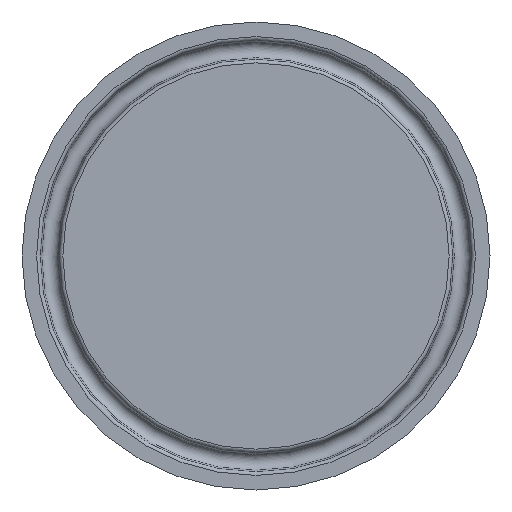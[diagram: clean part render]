
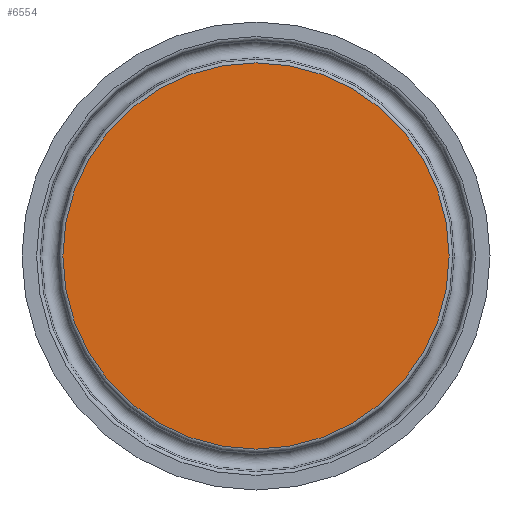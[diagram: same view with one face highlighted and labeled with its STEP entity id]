
A CAD part, left-side view. The second image highlights one B-rep face of the part: STEP entity #6554.
In plain terms, the highlighted planar face has unit normal (-1, 0, 0).
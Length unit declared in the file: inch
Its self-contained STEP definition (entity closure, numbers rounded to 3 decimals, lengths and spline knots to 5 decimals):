
#27=CIRCLE('',#6746,1.03834);
#600=FACE_OUTER_BOUND('',#994,.T.);
#994=EDGE_LOOP('',(#5994));
#3160=VERTEX_POINT('',#12442);
#4107=EDGE_CURVE('',#3160,#3160,#27,.T.);
#5994=ORIENTED_EDGE('',*,*,#4107,.F.);
#6179=PLANE('',#6745);
#6554=ADVANCED_FACE('',(#600),#6179,.T.);
#6745=AXIS2_PLACEMENT_3D('',#12441,#7710,#7711);
#6746=AXIS2_PLACEMENT_3D('',#12443,#7712,#7713);
#7710=DIRECTION('center_axis',(-1.,0.,0.));
#7711=DIRECTION('ref_axis',(0.,0.,1.));
#7712=DIRECTION('center_axis',(1.,0.,0.));
#7713=DIRECTION('ref_axis',(0.,1.,0.));
#12441=CARTESIAN_POINT('Origin',(0.,0.51917,
0.));
#12442=CARTESIAN_POINT('',(0.,1.03834,0.));
#12443=CARTESIAN_POINT('Origin',(0.,0.,0.));
